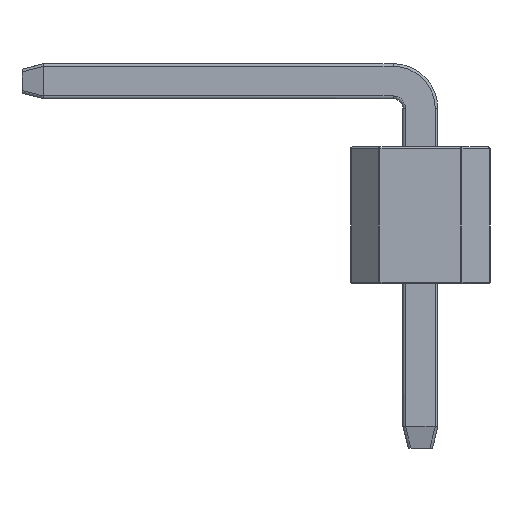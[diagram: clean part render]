
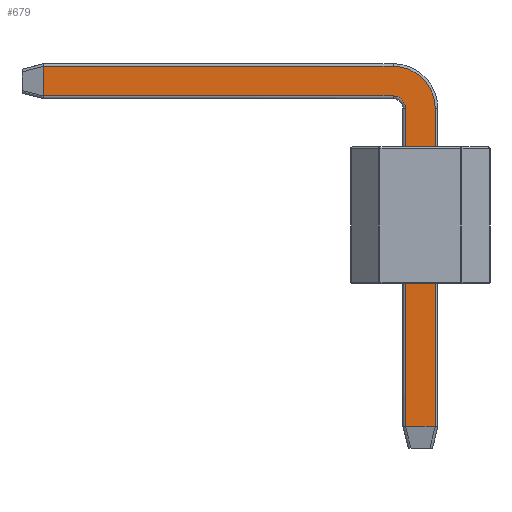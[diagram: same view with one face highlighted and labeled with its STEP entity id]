
A CAD part, left-side view. The second image highlights one B-rep face of the part: STEP entity #679.
In plain terms, the highlighted planar face has unit normal (-1, 0, 0).
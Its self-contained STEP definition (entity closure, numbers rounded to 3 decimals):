
#228 = VERTEX_POINT('',#229);
#229 = CARTESIAN_POINT('',(-0.32,0.5,3.97));
#238 = VERTEX_POINT('',#239);
#239 = CARTESIAN_POINT('',(-0.32,6.87,3.97));
#249 = EDGE_CURVE('',#228,#238,#250,.T.);
#250 = LINE('',#251,#252);
#251 = CARTESIAN_POINT('',(-0.32,0.5,3.97));
#252 = VECTOR('',#253,1.);
#253 = DIRECTION('',(0.,1.,0.));
#658 = VERTEX_POINT('',#659);
#659 = CARTESIAN_POINT('',(-0.32,-0.27,3.2));
#666 = EDGE_CURVE('',#658,#228,#667,.T.);
#667 = CIRCLE('',#668,0.77);
#668 = AXIS2_PLACEMENT_3D('',#669,#670,#671);
#669 = CARTESIAN_POINT('',(-0.32,0.5,3.2));
#670 = DIRECTION('',(-1.,0.,0.));
#671 = DIRECTION('',(0.,-1.,0.));
#679 = ADVANCED_FACE('',(#680),#731,.T.);
#680 = FACE_BOUND('',#681,.T.);
#681 = EDGE_LOOP('',(#682,#692,#698,#699,#700,#708,#716,#725));
#682 = ORIENTED_EDGE('',*,*,#683,.T.);
#683 = EDGE_CURVE('',#684,#686,#688,.T.);
#684 = VERTEX_POINT('',#685);
#685 = CARTESIAN_POINT('',(-0.32,0.27,-2.6));
#686 = VERTEX_POINT('',#687);
#687 = CARTESIAN_POINT('',(-0.32,-0.27,-2.6));
#688 = LINE('',#689,#690);
#689 = CARTESIAN_POINT('',(-0.32,0.32,-2.6));
#690 = VECTOR('',#691,1.);
#691 = DIRECTION('',(0.,-1.,0.));
#692 = ORIENTED_EDGE('',*,*,#693,.T.);
#693 = EDGE_CURVE('',#686,#658,#694,.T.);
#694 = LINE('',#695,#696);
#695 = CARTESIAN_POINT('',(-0.32,-0.27,-2.6));
#696 = VECTOR('',#697,1.);
#697 = DIRECTION('',(0.,0.,1.));
#698 = ORIENTED_EDGE('',*,*,#666,.T.);
#699 = ORIENTED_EDGE('',*,*,#249,.T.);
#700 = ORIENTED_EDGE('',*,*,#701,.F.);
#701 = EDGE_CURVE('',#702,#238,#704,.T.);
#702 = VERTEX_POINT('',#703);
#703 = CARTESIAN_POINT('',(-0.32,6.87,3.43));
#704 = LINE('',#705,#706);
#705 = CARTESIAN_POINT('',(-0.32,6.87,3.38));
#706 = VECTOR('',#707,1.);
#707 = DIRECTION('',(0.,0.,1.));
#708 = ORIENTED_EDGE('',*,*,#709,.F.);
#709 = EDGE_CURVE('',#710,#702,#712,.T.);
#710 = VERTEX_POINT('',#711);
#711 = CARTESIAN_POINT('',(-0.32,0.5,3.43));
#712 = LINE('',#713,#714);
#713 = CARTESIAN_POINT('',(-0.32,0.5,3.43));
#714 = VECTOR('',#715,1.);
#715 = DIRECTION('',(0.,1.,0.));
#716 = ORIENTED_EDGE('',*,*,#717,.F.);
#717 = EDGE_CURVE('',#718,#710,#720,.T.);
#718 = VERTEX_POINT('',#719);
#719 = CARTESIAN_POINT('',(-0.32,0.27,3.2));
#720 = CIRCLE('',#721,0.23);
#721 = AXIS2_PLACEMENT_3D('',#722,#723,#724);
#722 = CARTESIAN_POINT('',(-0.32,0.5,3.2));
#723 = DIRECTION('',(-1.,0.,0.));
#724 = DIRECTION('',(0.,-1.,0.));
#725 = ORIENTED_EDGE('',*,*,#726,.F.);
#726 = EDGE_CURVE('',#684,#718,#727,.T.);
#727 = LINE('',#728,#729);
#728 = CARTESIAN_POINT('',(-0.32,0.27,-2.6));
#729 = VECTOR('',#730,1.);
#730 = DIRECTION('',(0.,0.,1.));
#731 = PLANE('',#732);
#732 = AXIS2_PLACEMENT_3D('',#733,#734,#735);
#733 = CARTESIAN_POINT('',(-0.32,1.993,1.996));
#734 = DIRECTION('',(-1.,-0.,-0.));
#735 = DIRECTION('',(0.,0.,-1.));
